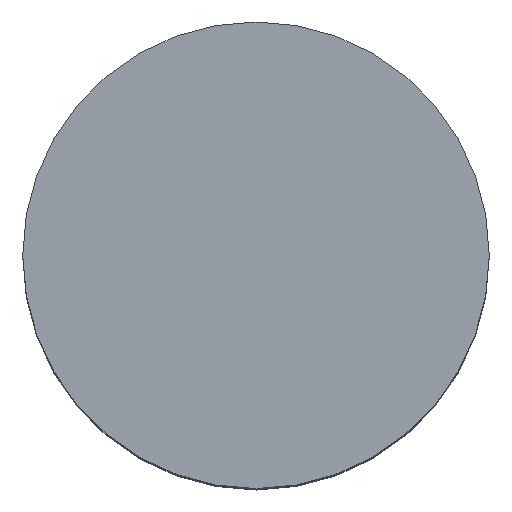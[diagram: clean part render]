
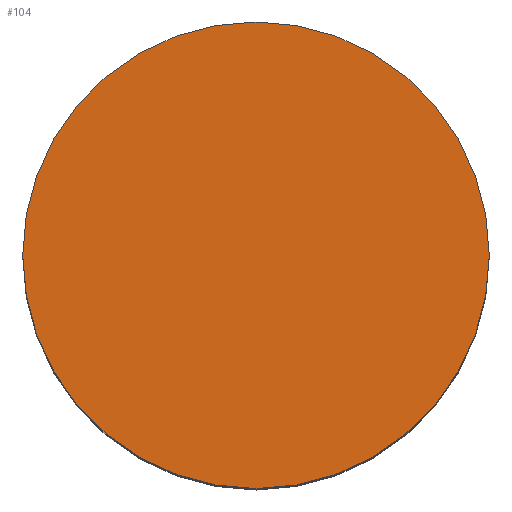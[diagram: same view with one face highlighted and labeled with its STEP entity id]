
A CAD part, top view. The second image highlights one B-rep face of the part: STEP entity #104.
In plain terms, the highlighted planar face has unit normal (0, 0, 1).
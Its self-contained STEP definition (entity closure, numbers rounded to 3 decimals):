
#99=PLANE('',#201);
#101=FACE_OUTER_BOUND('',#135,.T.);
#104=ADVANCED_FACE('',(#101),#99,.T.);
#135=EDGE_LOOP('',(#153));
#153=ORIENTED_EDGE('',*,*,#180,.T.);
#171=VERTEX_POINT('',#263);
#180=EDGE_CURVE('',#171,#171,#189,.T.);
#189=CIRCLE('',#200,3.);
#200=AXIS2_PLACEMENT_3D('',#262,#224,#225);
#201=AXIS2_PLACEMENT_3D('',#264,#226,#227);
#224=DIRECTION('',(0.,0.,1.));
#225=DIRECTION('',(1.,0.,0.));
#226=DIRECTION('',(0.,0.,1.));
#227=DIRECTION('',(1.,0.,0.));
#262=CARTESIAN_POINT('',(0.,0.,7.9));
#263=CARTESIAN_POINT('',(3.,0.,7.9));
#264=CARTESIAN_POINT('',(0.,0.,7.9));
